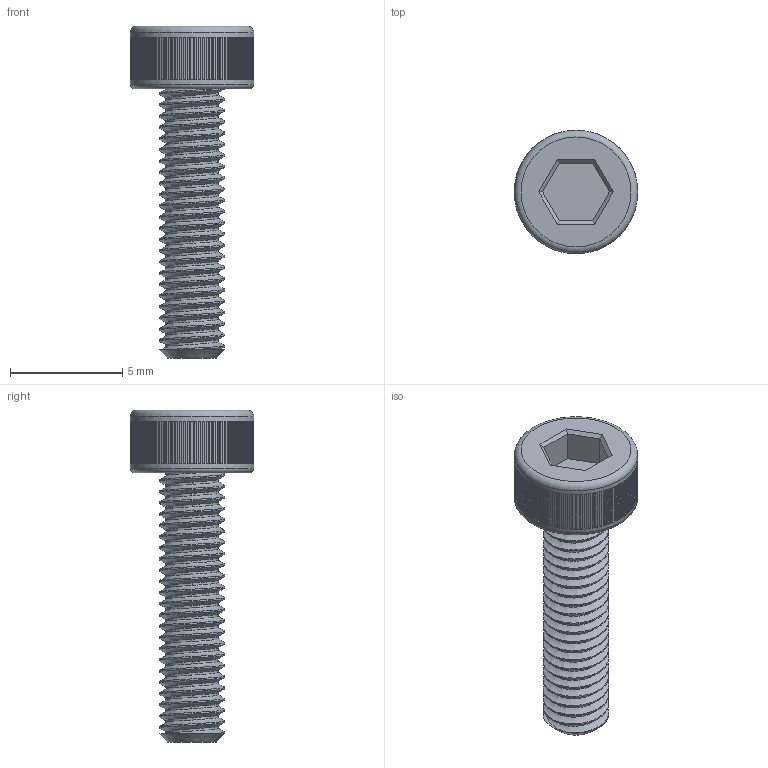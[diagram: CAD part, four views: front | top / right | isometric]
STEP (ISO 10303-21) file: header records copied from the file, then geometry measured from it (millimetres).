
FILE_DESCRIPTION(/* description */ (''),/* implementation_level */ '2;1');
FILE_NAME(/* name */ 'M3x12.step',/* time_stamp */ '2020-05-19T19:10:12+02:00',/* author */ (''),/* organization */ (''),/* preprocessor_version */ 'ST-DEVELOPER v18.1',/* originating_system */ 'Autodesk Translation Framework v9.3.0.1241',/* authorisation */ '');
FILE_SCHEMA (('AUTOMOTIVE_DESIGN { 1 0 10303 214 3 1 1 }'));
Length unit declared in the file: millimetre
Products named in the file (1): M3x12 v2
Bounding box: 5.5 x 5.5 x 14.8 mm (x, y, z)
Volume: 121.2 mm3; surface area: 288.1 mm2
Topology: 1 solids, 1 shells, 572 faces, 1397 edges, 928 vertices
Faces by surface type: plane 517, cylinder 50, torus 2, bspline 2, cone 1
Full cylindrical faces by diameter (mm): 2.356 x7, 2.927 x14, 5.5 x1
Entity records: 19462 total; most frequent: CARTESIAN_POINT 5898, ORIENTED_EDGE 2794, DIRECTION 2654, EDGE_CURVE 1397, LINE 1080, VECTOR 1080, VERTEX_POINT 928, AXIS2_PLACEMENT_3D 787
